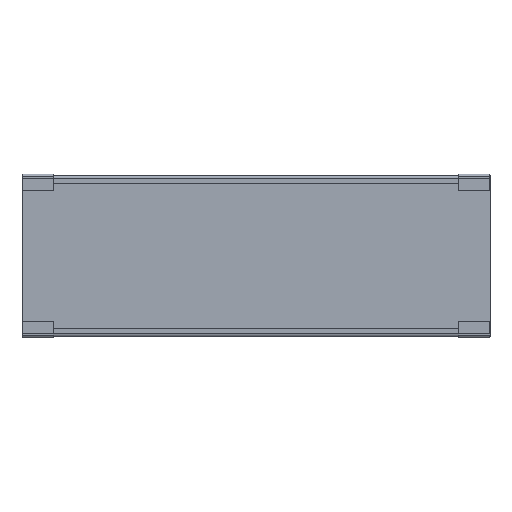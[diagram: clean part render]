
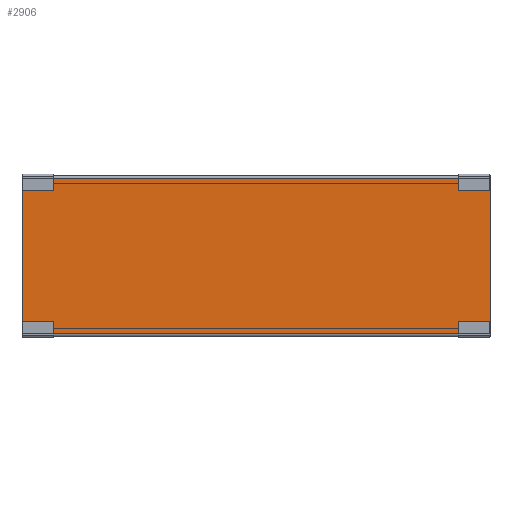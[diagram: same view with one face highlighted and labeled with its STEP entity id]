
A CAD part, top view. The second image highlights one B-rep face of the part: STEP entity #2906.
In plain terms, the highlighted planar face has unit normal (0, 0, 1).
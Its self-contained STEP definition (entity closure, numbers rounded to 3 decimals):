
#444=FACE_OUTER_BOUND('',#600,.T.);
#600=EDGE_LOOP('',(#2650,#2651,#2652,#2653));
#852=LINE('',#4962,#1120);
#862=LINE('',#4986,#1130);
#865=LINE('',#4993,#1133);
#869=LINE('',#5004,#1137);
#1120=VECTOR('',#4080,1.);
#1130=VECTOR('',#4102,1.);
#1133=VECTOR('',#4109,1.);
#1137=VECTOR('',#4119,1.);
#1422=VERTEX_POINT('',#4959);
#1423=VERTEX_POINT('',#4961);
#1431=VERTEX_POINT('',#4984);
#1433=VERTEX_POINT('',#4992);
#1839=EDGE_CURVE('',#1423,#1422,#852,.T.);
#1852=EDGE_CURVE('',#1431,#1422,#862,.T.);
#1855=EDGE_CURVE('',#1423,#1433,#865,.T.);
#1861=EDGE_CURVE('',#1431,#1433,#869,.T.);
#2650=ORIENTED_EDGE('',*,*,#1852,.F.);
#2651=ORIENTED_EDGE('',*,*,#1861,.T.);
#2652=ORIENTED_EDGE('',*,*,#1855,.F.);
#2653=ORIENTED_EDGE('',*,*,#1839,.T.);
#2753=PLANE('',#3228);
#2906=ADVANCED_FACE('',(#444),#2753,.F.);
#3228=AXIS2_PLACEMENT_3D('',#5003,#4117,#4118);
#4080=DIRECTION('',(-1.,0.,0.));
#4102=DIRECTION('',(0.,1.,0.));
#4109=DIRECTION('',(0.,-1.,0.));
#4117=DIRECTION('center_axis',(0.,0.,-1.));
#4118=DIRECTION('ref_axis',(0.,-1.,0.));
#4119=DIRECTION('',(1.,0.,0.));
#4959=CARTESIAN_POINT('',(-149.368,194.576,240.39));
#4961=CARTESIAN_POINT('',(297.235,194.576,240.39));
#4962=CARTESIAN_POINT('',(191.071,194.576,240.39));
#4984=CARTESIAN_POINT('',(-149.368,46.176,240.39));
#4986=CARTESIAN_POINT('',(-149.368,96.176,240.39));
#4992=CARTESIAN_POINT('',(297.235,46.176,240.39));
#4993=CARTESIAN_POINT('',(297.235,121.576,240.39));
#5003=CARTESIAN_POINT('Origin',(191.071,142.176,240.39));
#5004=CARTESIAN_POINT('',(191.071,46.176,240.39));
